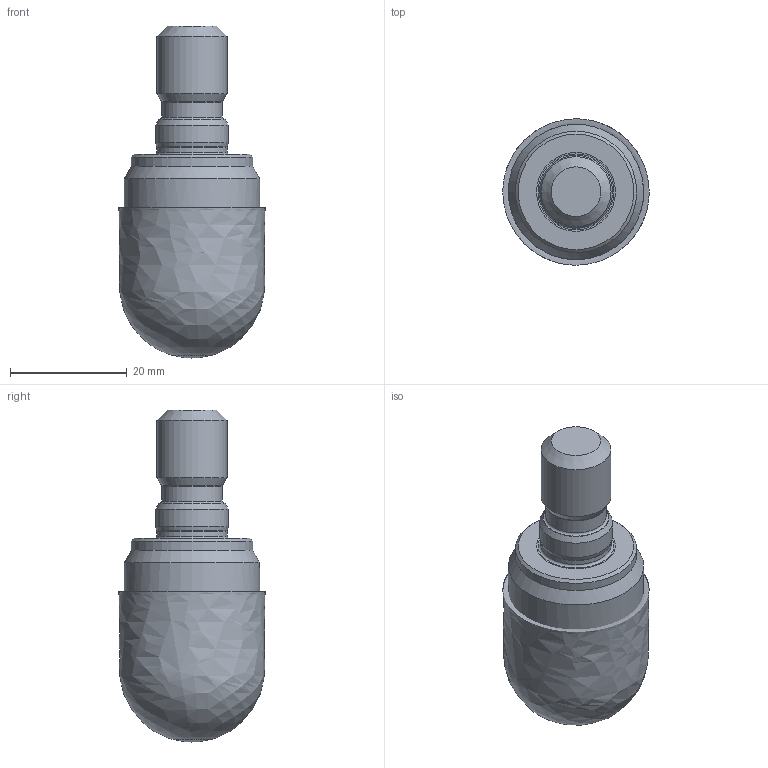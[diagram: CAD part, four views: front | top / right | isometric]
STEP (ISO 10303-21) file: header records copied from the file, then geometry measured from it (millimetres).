
FILE_DESCRIPTION(/* description */ (''),/* implementation_level */ '2;1');
FILE_NAME(/* name */ '1580291717709.stp',/* time_stamp */ '2020-01-29T15:25:31+06:00',/* author */ (''),/* organization */ ('SMS'),/* preprocessor_version */ 'ST-DEVELOPER v16.7',/* originating_system */ 'SIEMENS PLM Software NX 12.0',/* authorisation */ '');
FILE_SCHEMA (('AUTOMOTIVE_DESIGN { 1 0 10303 214 3 1 1 1 }'));
Length unit declared in the file: millimetre
Products named in the file (4): ASSEMBLY_CONSTRUCTION; 202036965mod000_00; 202348195mod000_00; 202348193mod000_00
Assembly tree (3 placements, depth 2):
  202348193mod000_00
    202348195mod000_00
    202036965mod000_00
    ASSEMBLY_CONSTRUCTION
Bounding box: 25.05 x 25.05 x 56.89 mm (x, y, z)
Volume: 23252.7 mm3; surface area: 6301.4 mm2
Topology: 2 solids, 2 shells, 29 faces, 64 edges, 49 vertices
Faces by surface type: cone 9, plane 6, cylinder 6, torus 5, bspline 2, sphere 1
Full cylindrical faces by diameter (mm): 10.376 x1, 12 x1, 12.1 x1, 12.5 x1, 20.8 x1, 23.2 x1
Entity records: 6228 total; most frequent: CARTESIAN_POINT 5529, DIRECTION 134, AXIS2_PLACEMENT_3D 67, ORIENTED_EDGE 58, EDGE_LOOP 54, FACE_BOUND 50, ADVANCED_FACE 29, EDGE_CURVE 29
